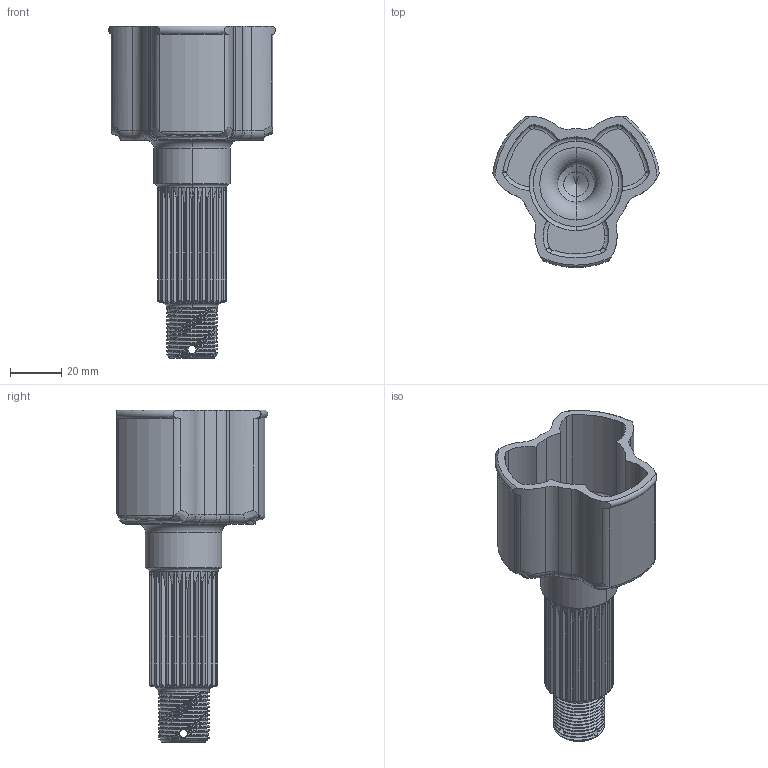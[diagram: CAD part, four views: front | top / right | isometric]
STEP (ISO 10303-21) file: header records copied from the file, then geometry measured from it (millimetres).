
FILE_DESCRIPTION (( 'STEP AP203' ), '1' );
FILE_NAME ('5371 Miata Outboard Housing (26T).STEP', '2013-12-17T22:45:01', ( 'Dan''s Work CPU' ), ( '' ), 'SwSTEP 2.0', 'SolidWorks 2012', '' );
FILE_SCHEMA (( 'CONFIG_CONTROL_DESIGN' ));
Length unit declared in the file: inch
Products named in the file (1): 5371 Miata Outboard Housing (26T)
Bounding box: 64.88 x 58.88 x 129.34 mm (x, y, z)
Volume: 67260.4 mm3; surface area: 32374.1 mm2
Topology: 1 solids, 1 shells, 335 faces, 947 edges, 608 vertices
Faces by surface type: cylinder 121, torus 111, plane 65, bspline 28, cone 10
Entity records: 19712 total; most frequent: CARTESIAN_POINT 11594, ORIENTED_EDGE 1890, DIRECTION 1536, EDGE_CURVE 945, AXIS2_PLACEMENT_3D 667, VERTEX_POINT 608, CIRCLE 359, EDGE_LOOP 337
